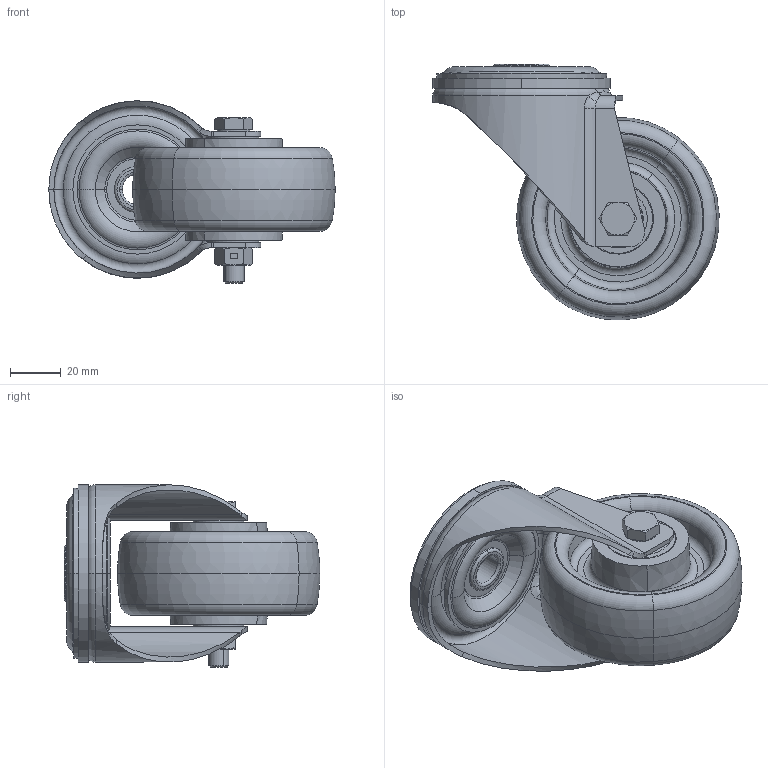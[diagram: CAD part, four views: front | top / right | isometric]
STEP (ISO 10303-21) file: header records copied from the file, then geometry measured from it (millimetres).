
FILE_DESCRIPTION (( 'STEP AP214' ), '1' );
FILE_NAME ('0056448.step', '2023-08-03T09:57:30', ( '' ), ( '' ), 'SwSTEP 2.0', 'SolidWorks 2020', '' );
FILE_SCHEMA (( 'AUTOMOTIVE_DESIGN' ));
Length unit declared in the file: millimetre
Products named in the file (1): 0056448
Bounding box: 112.96 x 100.96 x 72 mm (x, y, z)
Volume: 170576.1 mm3; surface area: 80004.9 mm2
Topology: 19 solids, 20 shells, 420 faces, 877 edges, 510 vertices
Faces by surface type: torus 114, cylinder 105, plane 93, cone 88, bspline 20
Entity records: 18025 total; most frequent: CARTESIAN_POINT 4073, DIRECTION 2092, ORIENTED_EDGE 1754, AXIS2_PLACEMENT_3D 925, EDGE_CURVE 877, CIRCLE 524, VERTEX_POINT 510, EDGE_LOOP 475
